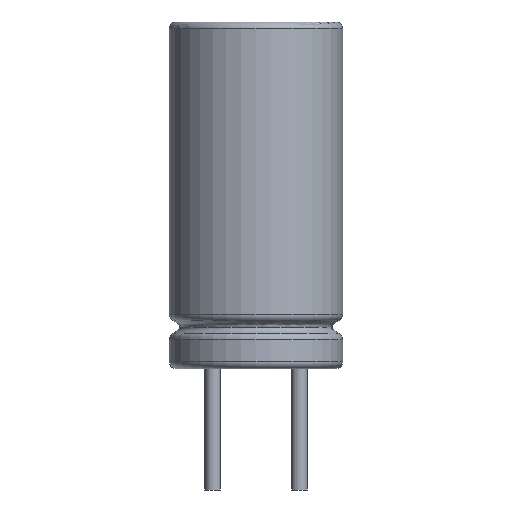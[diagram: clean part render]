
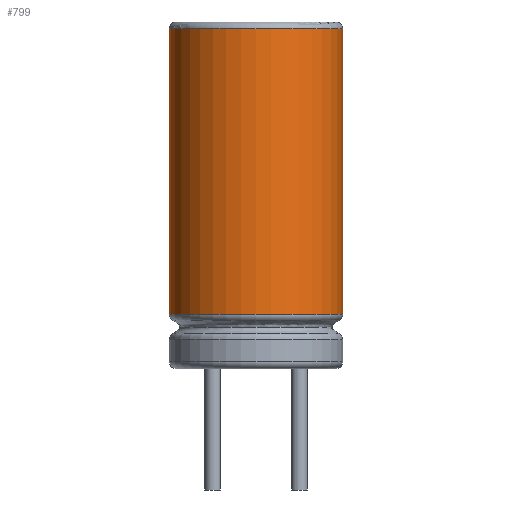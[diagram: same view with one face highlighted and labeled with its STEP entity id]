
A CAD part, front view. The second image highlights one B-rep face of the part: STEP entity #799.
In plain terms, the highlighted cylindrical face has radius 2.5 mm (diameter 5 mm), a partial arc.
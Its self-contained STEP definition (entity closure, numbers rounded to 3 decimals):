
#739 = ORIENTED_EDGE ( 'NONE', *, *, #6458, .T. ) ;
#799 = ADVANCED_FACE ( 'NONE', ( #8527 ), #11178, .T. ) ;
#828 = VERTEX_POINT ( 'NONE', #15592 ) ;
#2025 = AXIS2_PLACEMENT_3D ( 'NONE', #3164, #5922, #3072 ) ;
#2351 = CARTESIAN_POINT ( 'NONE',  ( 2.5, 0., 9.8 ) ) ;
#2509 = DIRECTION ( 'NONE',  ( 0., 0., -1. ) ) ;
#3072 = DIRECTION ( 'NONE',  ( 1., 0., 0. ) ) ;
#3164 = CARTESIAN_POINT ( 'NONE',  ( 0., 0., 9.8 ) ) ;
#3448 = ORIENTED_EDGE ( 'NONE', *, *, #15588, .F. ) ;
#3490 = DIRECTION ( 'NONE',  ( -1., 0., 0. ) ) ;
#4374 = CIRCLE ( 'NONE', #17825, 2.5 ) ;
#4697 = CARTESIAN_POINT ( 'NONE',  ( 2.5, 0., 1.563 ) ) ;
#4854 = VERTEX_POINT ( 'NONE', #2351 ) ;
#5643 = ORIENTED_EDGE ( 'NONE', *, *, #6636, .T. ) ;
#5922 = DIRECTION ( 'NONE',  ( 0., 0., -1. ) ) ;
#5980 = LINE ( 'NONE', #17666, #10014 ) ;
#6433 = LINE ( 'NONE', #9381, #10514 ) ;
#6458 = EDGE_CURVE ( 'NONE', #828, #12760, #6433, .T. ) ;
#6636 = EDGE_CURVE ( 'NONE', #4854, #828, #14264, .T. ) ;
#8333 = CARTESIAN_POINT ( 'NONE',  ( 0., 0., 10. ) ) ;
#8527 = FACE_OUTER_BOUND ( 'NONE', #11199, .T. ) ;
#9381 = CARTESIAN_POINT ( 'NONE',  ( -2.5, 0., 10. ) ) ;
#10014 = VECTOR ( 'NONE', #14868, 1000. ) ;
#10514 = VECTOR ( 'NONE', #15365, 1000. ) ;
#10797 = AXIS2_PLACEMENT_3D ( 'NONE', #8333, #2509, #11273 ) ;
#11178 = CYLINDRICAL_SURFACE ( 'NONE', #10797, 2.5 ) ;
#11199 = EDGE_LOOP ( 'NONE', ( #3448, #5643, #739, #11625 ) ) ;
#11273 = DIRECTION ( 'NONE',  ( -1., 0., 0. ) ) ;
#11625 = ORIENTED_EDGE ( 'NONE', *, *, #15003, .T. ) ;
#12619 = CARTESIAN_POINT ( 'NONE',  ( 0., 0., 1.563 ) ) ;
#12760 = VERTEX_POINT ( 'NONE', #17352 ) ;
#14264 = CIRCLE ( 'NONE', #2025, 2.5 ) ;
#14868 = DIRECTION ( 'NONE',  ( 0., 0., -1. ) ) ;
#15003 = EDGE_CURVE ( 'NONE', #12760, #19032, #4374, .T. ) ;
#15365 = DIRECTION ( 'NONE',  ( 0., 0., -1. ) ) ;
#15588 = EDGE_CURVE ( 'NONE', #4854, #19032, #5980, .T. ) ;
#15592 = CARTESIAN_POINT ( 'NONE',  ( -2.5, 0., 9.8 ) ) ;
#17352 = CARTESIAN_POINT ( 'NONE',  ( -2.5, 0., 1.563 ) ) ;
#17666 = CARTESIAN_POINT ( 'NONE',  ( 2.5, 0., 10. ) ) ;
#17825 = AXIS2_PLACEMENT_3D ( 'NONE', #12619, #18484, #3490 ) ;
#18484 = DIRECTION ( 'NONE',  ( 0., 0., 1. ) ) ;
#19032 = VERTEX_POINT ( 'NONE', #4697 ) ;
